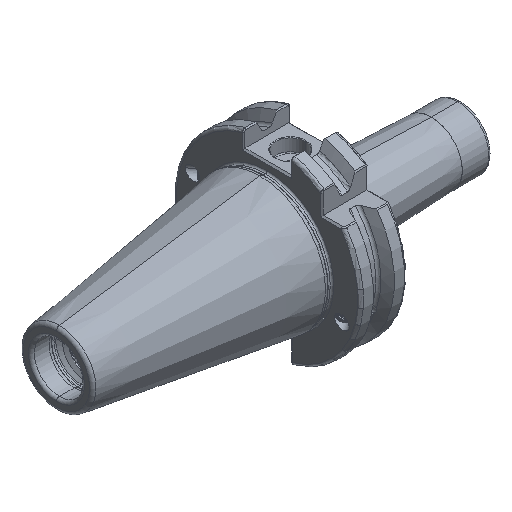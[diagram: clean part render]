
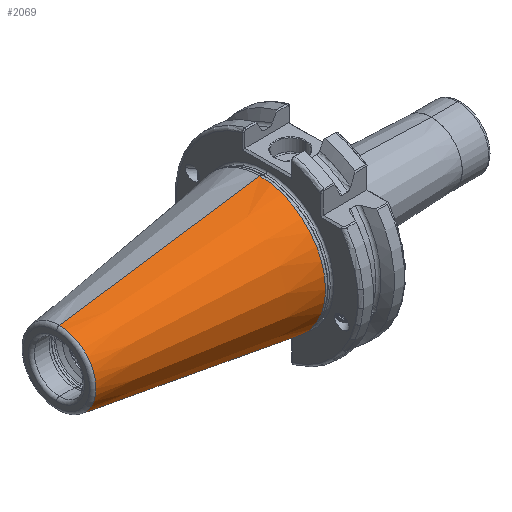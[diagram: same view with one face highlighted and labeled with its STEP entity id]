
A CAD part, isometric view. The second image highlights one B-rep face of the part: STEP entity #2069.
In plain terms, the highlighted conical face has half-angle 8.297 degrees and reference radius 22.692 mm.
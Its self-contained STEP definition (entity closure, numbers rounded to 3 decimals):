
#462 = CONICAL_SURFACE ( 'NONE', #17212, 22.692, 0.145 ) ;
#555 = CIRCLE ( 'NONE', #7832, 22.327 ) ;
#556 = CIRCLE ( 'NONE', #7836, 12.4 ) ;
#1405 = CARTESIAN_POINT ( 'NONE',  ( 0., 0., 0. ) ) ;
#1406 = DIRECTION ( 'NONE',  ( 1., 0., 0. ) ) ;
#1407 = DIRECTION ( 'NONE',  ( 0., 0., -1. ) ) ;
#2069 = ADVANCED_FACE ( 'NONE', ( #17210 ), #462, .T. ) ;
#3140 = VECTOR ( 'NONE', #9415, 1000. ) ;
#3146 = VECTOR ( 'NONE', #9421, 1000. ) ;
#3496 = VERTEX_POINT ( 'NONE', #17036 ) ;
#3497 = VERTEX_POINT ( 'NONE', #17037 ) ;
#3506 = VERTEX_POINT ( 'NONE', #17046 ) ;
#3507 = VERTEX_POINT ( 'NONE', #17047 ) ;
#3550 = ORIENTED_EDGE ( 'NONE', *, *, #16613, .T. ) ;
#3551 = ORIENTED_EDGE ( 'NONE', *, *, #16611, .F. ) ;
#3552 = ORIENTED_EDGE ( 'NONE', *, *, #10037, .T. ) ;
#3554 = ORIENTED_EDGE ( 'NONE', *, *, #10036, .F. ) ;
#7832 = AXIS2_PLACEMENT_3D ( 'NONE', #11759, #11760, #11761 ) ;
#7836 = AXIS2_PLACEMENT_3D ( 'NONE', #11762, #11763, #11764 ) ;
#9413 = LINE ( 'NONE', #9414, #3140 ) ;
#9414 = CARTESIAN_POINT ( 'NONE',  ( 0., 0., 22.692 ) ) ;
#9415 = DIRECTION ( 'NONE',  ( 0.99, 0., 0.144 ) ) ;
#9419 = LINE ( 'NONE', #9420, #3146 ) ;
#9420 = CARTESIAN_POINT ( 'NONE',  ( 0., 0., -22.692 ) ) ;
#9421 = DIRECTION ( 'NONE',  ( 0.99, 0., -0.144 ) ) ;
#10036 = EDGE_CURVE ( 'NONE', #3506, #3507, #555, .T. ) ;
#10037 = EDGE_CURVE ( 'NONE', #3496, #3497, #556, .T. ) ;
#11759 = CARTESIAN_POINT ( 'NONE',  ( -2.5, 0., 0. ) ) ;
#11760 = DIRECTION ( 'NONE',  ( 1., 0., 0. ) ) ;
#11761 = DIRECTION ( 'NONE',  ( 0., 0., -1. ) ) ;
#11762 = CARTESIAN_POINT ( 'NONE',  ( -70.573, 0., 0. ) ) ;
#11763 = DIRECTION ( 'NONE',  ( 1., 0., 0. ) ) ;
#11764 = DIRECTION ( 'NONE',  ( 0., 0., 1. ) ) ;
#16611 = EDGE_CURVE ( 'NONE', #3496, #3506, #9413, .T. ) ;
#16613 = EDGE_CURVE ( 'NONE', #3497, #3507, #9419, .T. ) ;
#17036 = CARTESIAN_POINT ( 'NONE',  ( -70.573, 0., 12.4 ) ) ;
#17037 = CARTESIAN_POINT ( 'NONE',  ( -70.573, 0., -12.4 ) ) ;
#17046 = CARTESIAN_POINT ( 'NONE',  ( -2.5, 0., 22.327 ) ) ;
#17047 = CARTESIAN_POINT ( 'NONE',  ( -2.5, 0., -22.327 ) ) ;
#17210 = FACE_OUTER_BOUND ( 'NONE', #18178, .T. ) ;
#17212 = AXIS2_PLACEMENT_3D ( 'NONE', #1405, #1406, #1407 ) ;
#18178 = EDGE_LOOP ( 'NONE', ( #3551, #3552, #3550, #3554 ) ) ;
